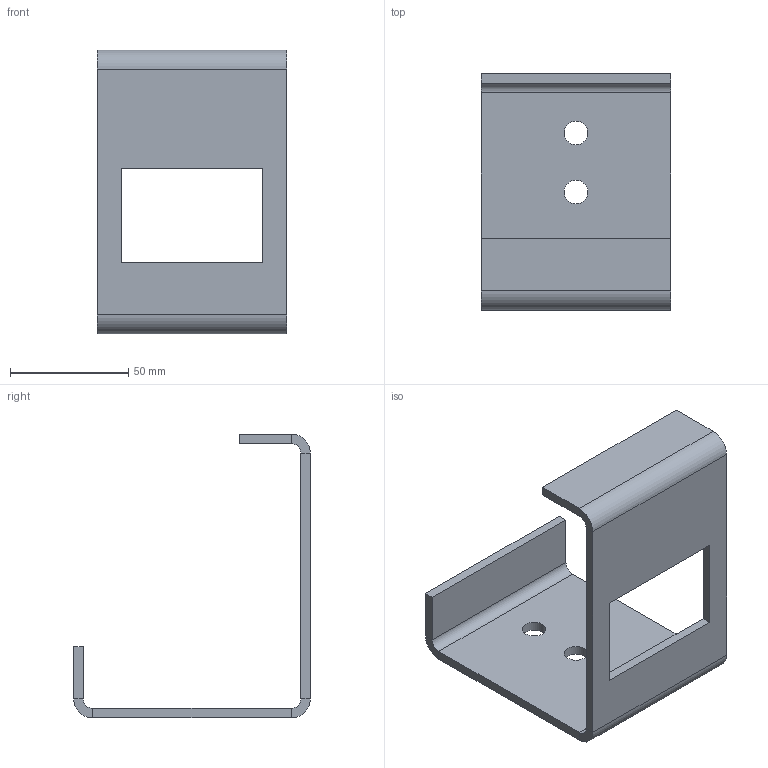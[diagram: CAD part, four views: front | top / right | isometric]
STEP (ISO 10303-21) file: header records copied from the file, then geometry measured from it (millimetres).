
FILE_DESCRIPTION(/* description */ ('STEP AP214'),/* implementation_level */ '2;1');
FILE_NAME(/* name */ '68c2757b5136fd309f02a5c9',/* time_stamp */ '2025-09-11T07:08:44Z',/* author */ (''),/* organization */ (''),/* preprocessor_version */ 'ST-DEVELOPER v20',/* originating_system */ 'ONSHAPE BY PTC INC, 1.203',/* authorisation */ ' ');
FILE_SCHEMA (('AUTOMOTIVE_DESIGN {1 0 10303 214 3 1 1}'));
Length unit declared in the file: metre
Products named in the file (1): Part 1
Bounding box: 80 x 100 x 120 mm (x, y, z)
Volume: 72745.3 mm3; surface area: 40271.8 mm2
Topology: 1 solids, 1 shells, 37 faces, 81 edges, 46 vertices
Faces by surface type: plane 28, cylinder 9
Full cylindrical faces by diameter (mm): 10 x3
Entity records: 1012 total; most frequent: DIRECTION 172, CARTESIAN_POINT 162, ORIENTED_EDGE 156, EDGE_CURVE 78, LINE 60, VECTOR 60, AXIS2_PLACEMENT_3D 56, EDGE_LOOP 48
